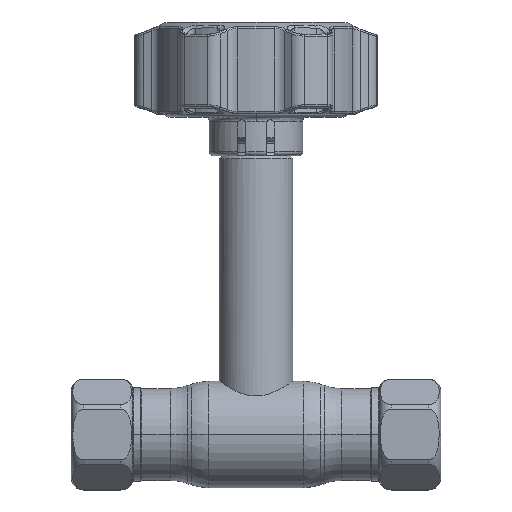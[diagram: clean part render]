
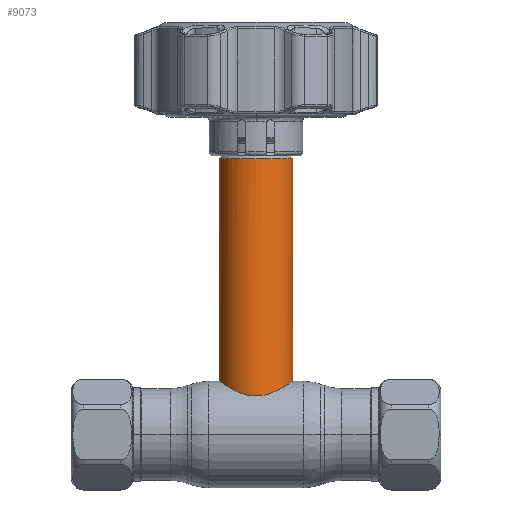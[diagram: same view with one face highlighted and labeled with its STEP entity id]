
A CAD part, top view. The second image highlights one B-rep face of the part: STEP entity #9073.
In plain terms, the highlighted cylindrical face has radius 9 mm (diameter 18 mm), a partial arc.
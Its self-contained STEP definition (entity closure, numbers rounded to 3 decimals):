
#357 = DIRECTION ( 'NONE',  ( -1., 0., 0. ) ) ;
#704 = CARTESIAN_POINT ( 'NONE',  ( -2.403, 9.68, 8.678 ) ) ;
#875 = CARTESIAN_POINT ( 'NONE',  ( 8.029, 12.347, 4.077 ) ) ;
#937 = EDGE_LOOP ( 'NONE', ( #8709, #22879, #27004, #3719 ) ) ;
#1611 = CARTESIAN_POINT ( 'NONE',  ( -9., 67.169, 0. ) ) ;
#1901 = CARTESIAN_POINT ( 'NONE',  ( -8.51, 12.665, 2.988 ) ) ;
#2082 = EDGE_CURVE ( 'NONE', #12271, #9667, #31447, .T. ) ;
#3211 = CARTESIAN_POINT ( 'NONE',  ( -0.308, 9.381, 9. ) ) ;
#3227 = AXIS2_PLACEMENT_3D ( 'NONE', #19608, #11345, #5371 ) ;
#3394 = CARTESIAN_POINT ( 'NONE',  ( 7.112, 11.769, 5.546 ) ) ;
#3568 = CARTESIAN_POINT ( 'NONE',  ( 9., 13., 0.305 ) ) ;
#3719 = ORIENTED_EDGE ( 'NONE', *, *, #17072, .T. ) ;
#3745 = CARTESIAN_POINT ( 'NONE',  ( 8.691, 12.787, 2.417 ) ) ;
#4267 = CARTESIAN_POINT ( 'NONE',  ( -8.694, 12.789, 2.406 ) ) ;
#4272 = CARTESIAN_POINT ( 'NONE',  ( 9., 13., 0. ) ) ;
#5371 = DIRECTION ( 'NONE',  ( -1., 0., 0. ) ) ;
#6014 = VERTEX_POINT ( 'NONE', #32380 ) ;
#6278 = CARTESIAN_POINT ( 'NONE',  ( -3.249, 9.924, 8.398 ) ) ;
#6626 = CARTESIAN_POINT ( 'NONE',  ( -7.11, 11.768, 5.549 ) ) ;
#6637 = CARTESIAN_POINT ( 'NONE',  ( 8.511, 12.665, 2.987 ) ) ;
#6985 = CARTESIAN_POINT ( 'NONE',  ( -9., 13., 0. ) ) ;
#8385 = B_SPLINE_CURVE_WITH_KNOTS ( 'NONE', 3,
 ( #6985, #26433, #15629, #4267, #1901, #23876, #12563, #6626, #34912, #28455, #31334, #17095, #25903, #6278, #12056, #704, #22828, #23012, #14403, #11700, #3211, #25721, #25364, #33857, #14223, #9188, #17276, #28111, #17801, #22650, #14576, #11876, #3394, #20321, #11534, #875, #31519, #6637, #3745, #20139, #19777, #9527, #3568, #34038 ),
 .UNSPECIFIED., .F., .F.,
 ( 4, 2, 2, 2, 2, 2, 2, 2, 2, 2, 2, 2, 2, 2, 2, 2, 2, 2, 2, 2, 2, 4 ),
 ( 0., 0.002, 0.004, 0.005, 0.007, 0.009, 0.011, 0.012, 0.013, 0.014, 0.015, 0.016, 0.018, 0.019, 0.02, 0.022, 0.024, 0.025, 0.026, 0.027, 0.028, 0.029 ),
 .UNSPECIFIED. ) ;
#8709 = ORIENTED_EDGE ( 'NONE', *, *, #22421, .F. ) ;
#9073 = ADVANCED_FACE ( 'NONE', ( #9370 ), #33871, .T. ) ;
#9188 = CARTESIAN_POINT ( 'NONE',  ( 3.778, 10.11, 8.174 ) ) ;
#9370 = FACE_OUTER_BOUND ( 'NONE', #937, .T. ) ;
#9527 = CARTESIAN_POINT ( 'NONE',  ( 8.985, 12.989, 0.61 ) ) ;
#9667 = VERTEX_POINT ( 'NONE', #1611 ) ;
#10249 = VECTOR ( 'NONE', #33035, 1000. ) ;
#11052 = LINE ( 'NONE', #22000, #10249 ) ;
#11345 = DIRECTION ( 'NONE',  ( 0., -1., 0. ) ) ;
#11534 = CARTESIAN_POINT ( 'NONE',  ( 7.748, 12.166, 4.589 ) ) ;
#11700 = CARTESIAN_POINT ( 'NONE',  ( -0.618, 9.396, 8.984 ) ) ;
#11876 = CARTESIAN_POINT ( 'NONE',  ( 6.747, 11.55, 5.984 ) ) ;
#12014 = LINE ( 'NONE', #28423, #32740 ) ;
#12056 = CARTESIAN_POINT ( 'NONE',  ( -2.971, 9.836, 8.501 ) ) ;
#12271 = VERTEX_POINT ( 'NONE', #20353 ) ;
#12563 = CARTESIAN_POINT ( 'NONE',  ( -7.764, 12.174, 4.589 ) ) ;
#14053 = CARTESIAN_POINT ( 'NONE',  ( 0., 0., 0. ) ) ;
#14223 = CARTESIAN_POINT ( 'NONE',  ( 2.969, 9.827, 8.516 ) ) ;
#14403 = CARTESIAN_POINT ( 'NONE',  ( -1.227, 9.456, 8.921 ) ) ;
#14576 = CARTESIAN_POINT ( 'NONE',  ( 5.933, 11.095, 6.791 ) ) ;
#15629 = CARTESIAN_POINT ( 'NONE',  ( -8.937, 12.956, 1.223 ) ) ;
#17072 = EDGE_CURVE ( 'NONE', #6014, #27853, #8385, .T. ) ;
#17095 = CARTESIAN_POINT ( 'NONE',  ( -4.552, 10.419, 7.785 ) ) ;
#17276 = CARTESIAN_POINT ( 'NONE',  ( 4.041, 10.212, 8.047 ) ) ;
#17801 = CARTESIAN_POINT ( 'NONE',  ( 4.79, 10.531, 7.625 ) ) ;
#19608 = CARTESIAN_POINT ( 'NONE',  ( 0., 67.169, 0. ) ) ;
#19777 = CARTESIAN_POINT ( 'NONE',  ( 8.922, 12.946, 1.22 ) ) ;
#19964 = DIRECTION ( 'NONE',  ( 0., -1., 0. ) ) ;
#20139 = CARTESIAN_POINT ( 'NONE',  ( 8.875, 12.914, 1.525 ) ) ;
#20321 = CARTESIAN_POINT ( 'NONE',  ( 7.597, 12.07, 4.835 ) ) ;
#20353 = CARTESIAN_POINT ( 'NONE',  ( 9., 67.169, 0. ) ) ;
#20663 = EDGE_CURVE ( 'NONE', #9667, #6014, #11052, .T. ) ;
#22000 = CARTESIAN_POINT ( 'NONE',  ( -9., 0., 0. ) ) ;
#22421 = EDGE_CURVE ( 'NONE', #12271, #27853, #12014, .T. ) ;
#22650 = CARTESIAN_POINT ( 'NONE',  ( 5.496, 10.864, 7.15 ) ) ;
#22828 = CARTESIAN_POINT ( 'NONE',  ( -2.114, 9.612, 8.753 ) ) ;
#22879 = ORIENTED_EDGE ( 'NONE', *, *, #2082, .T. ) ;
#23012 = CARTESIAN_POINT ( 'NONE',  ( -1.526, 9.5, 8.875 ) ) ;
#23876 = CARTESIAN_POINT ( 'NONE',  ( -8.046, 12.358, 4.075 ) ) ;
#25364 = CARTESIAN_POINT ( 'NONE',  ( 1.215, 9.441, 8.938 ) ) ;
#25721 = CARTESIAN_POINT ( 'NONE',  ( 0.609, 9.381, 9. ) ) ;
#25903 = CARTESIAN_POINT ( 'NONE',  ( -4.052, 10.206, 8.057 ) ) ;
#26433 = CARTESIAN_POINT ( 'NONE',  ( -9., 13., 0.618 ) ) ;
#27004 = ORIENTED_EDGE ( 'NONE', *, *, #20663, .T. ) ;
#27853 = VERTEX_POINT ( 'NONE', #4272 ) ;
#28111 = CARTESIAN_POINT ( 'NONE',  ( 4.547, 10.422, 7.772 ) ) ;
#28423 = CARTESIAN_POINT ( 'NONE',  ( 9., 0., 0. ) ) ;
#28455 = CARTESIAN_POINT ( 'NONE',  ( -5.938, 11.097, 6.787 ) ) ;
#29302 = AXIS2_PLACEMENT_3D ( 'NONE', #14053, #19964, #357 ) ;
#31334 = CARTESIAN_POINT ( 'NONE',  ( -5.494, 10.863, 7.151 ) ) ;
#31447 = CIRCLE ( 'NONE', #3227, 9. ) ;
#31519 = CARTESIAN_POINT ( 'NONE',  ( 8.159, 12.433, 3.81 ) ) ;
#32380 = CARTESIAN_POINT ( 'NONE',  ( -9., 13., 0. ) ) ;
#32740 = VECTOR ( 'NONE', #33644, 1000. ) ;
#33035 = DIRECTION ( 'NONE',  ( 0., -1., 0. ) ) ;
#33644 = DIRECTION ( 'NONE',  ( 0., -1., 0. ) ) ;
#33857 = CARTESIAN_POINT ( 'NONE',  ( 2.405, 9.667, 8.694 ) ) ;
#33871 = CYLINDRICAL_SURFACE ( 'NONE', #29302, 9. ) ;
#34038 = CARTESIAN_POINT ( 'NONE',  ( 9., 13., 0. ) ) ;
#34912 = CARTESIAN_POINT ( 'NONE',  ( -6.744, 11.549, 5.986 ) ) ;
